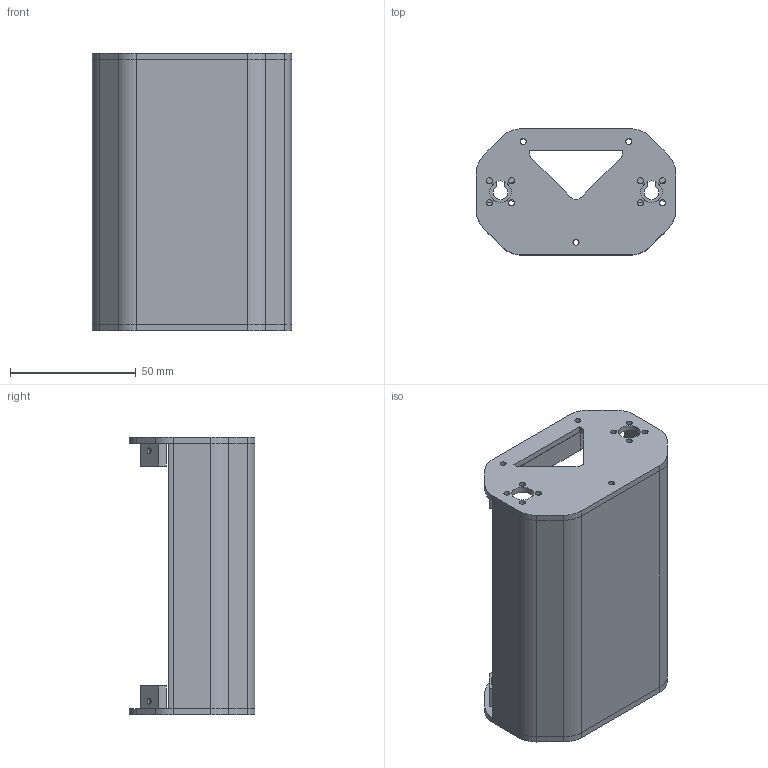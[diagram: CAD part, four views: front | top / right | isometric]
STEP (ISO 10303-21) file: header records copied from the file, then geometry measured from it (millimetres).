
FILE_DESCRIPTION(/* description */ (''),/* implementation_level */ '2;1');
FILE_NAME(/* name */ 'Body_CenterMain.step',/* time_stamp */ '2020-04-29T17:55:36+09:00',/* author */ (''),/* organization */ (''),/* preprocessor_version */ 'ST-DEVELOPER v18.1',/* originating_system */ 'Autodesk Translation Framework v9.2.0.1227',/* authorisation */ '');
FILE_SCHEMA (('AUTOMOTIVE_DESIGN { 1 0 10303 214 3 1 1 }'));
Length unit declared in the file: millimetre
Products named in the file (4): Body_CenterMain; Body_CenterBase; Body_CenterBase2; Body_Center (1)
Assembly tree (3 placements, depth 2):
  Body_CenterMain
    Body_CenterBase
    Body_CenterBase2
    Body_Center (1)
Bounding box: 79.2 x 50 x 110.4 mm (x, y, z)
Volume: 45142.9 mm3; surface area: 46950.3 mm2
Topology: 5 solids, 5 shells, 220 faces, 593 edges, 383 vertices
Faces by surface type: plane 124, cylinder 74, cone 22
Full cylindrical faces by diameter (mm): 2.4 x30, 6.4 x4, 8.6 x2
Entity records: 7170 total; most frequent: CARTESIAN_POINT 1243, DIRECTION 1225, ORIENTED_EDGE 1186, EDGE_CURVE 593, AXIS2_PLACEMENT_3D 413, LINE 399, VECTOR 399, VERTEX_POINT 383
